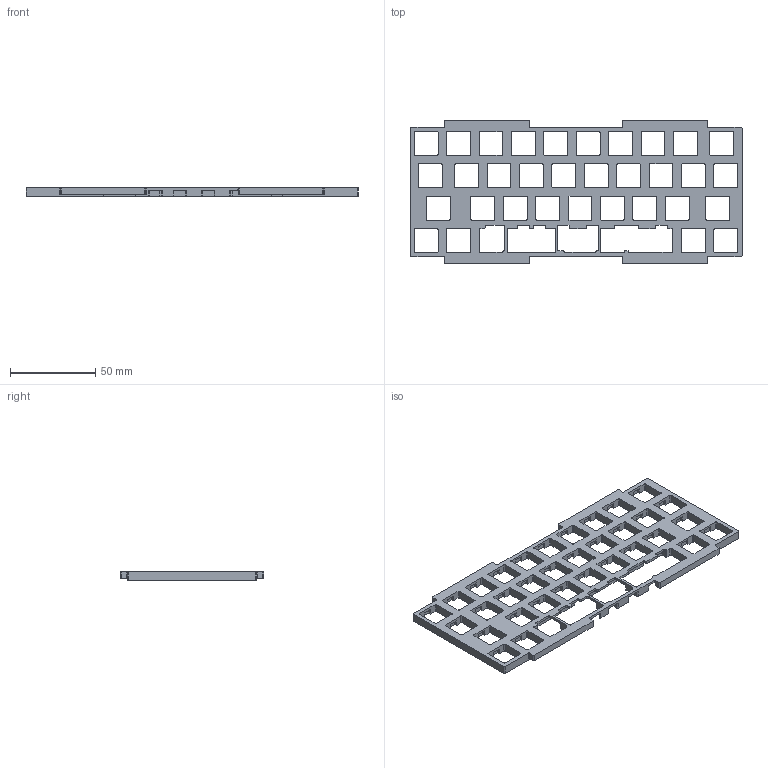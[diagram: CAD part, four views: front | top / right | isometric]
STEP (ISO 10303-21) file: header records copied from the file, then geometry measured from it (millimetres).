
FILE_DESCRIPTION(/* description */ (''),/* implementation_level */ '2;1');
FILE_NAME(/* name */ 'Universal Plate 5mm.step',/* time_stamp */ '2023-12-10T12:23:25+01:00',/* author */ (''),/* organization */ (''),/* preprocessor_version */ 'ST-DEVELOPER v20',/* originating_system */ 'Autodesk Translation Framework v12.14.0.127',/* authorisation */ '');
FILE_SCHEMA (('AUTOMOTIVE_DESIGN { 1 0 10303 214 3 1 1 }'));
Length unit declared in the file: millimetre
Products named in the file (1): Universal Plate
Bounding box: 195.26 x 84.2 x 5 mm (x, y, z)
Volume: 33634 mm3; surface area: 29013.8 mm2
Topology: 1 solids, 1 shells, 737 faces, 2227 edges, 1482 vertices
Faces by surface type: plane 503, cylinder 234
Entity records: 25093 total; most frequent: ORIENTED_EDGE 4454, CARTESIAN_POINT 4447, DIRECTION 4171, EDGE_CURVE 2227, LINE 1759, VECTOR 1759, VERTEX_POINT 1482, AXIS2_PLACEMENT_3D 1206
